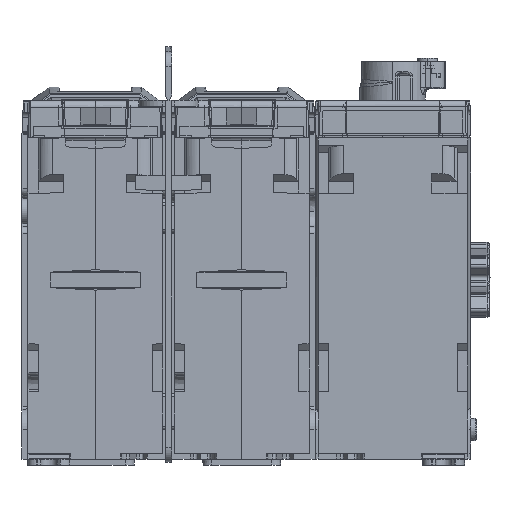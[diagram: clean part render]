
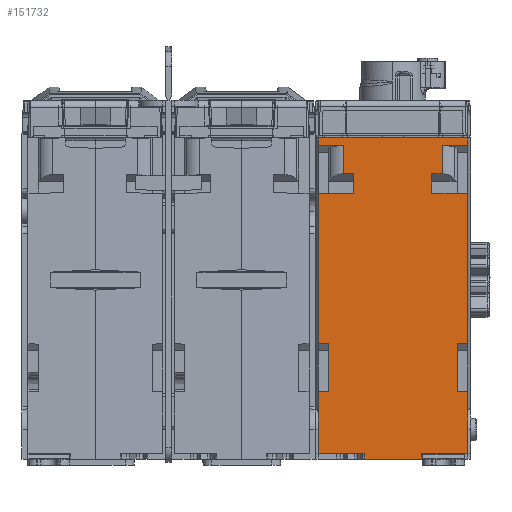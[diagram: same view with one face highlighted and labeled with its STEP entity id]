
A CAD part, left-side view. The second image highlights one B-rep face of the part: STEP entity #151732.
In plain terms, the highlighted planar face has unit normal (-1, 0, 0).
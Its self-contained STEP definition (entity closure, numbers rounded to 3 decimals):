
#5518=DIRECTION('',(0.,0.,-1.));
#5519=VECTOR('',#5518,50.33);
#5520=CARTESIAN_POINT('',(-75.,25.,28.978));
#5521=LINE('',#5520,#5519);
#5535=DIRECTION('',(0.,0.,-1.));
#5536=VECTOR('',#5535,20.619);
#5537=CARTESIAN_POINT('',(-75.,25.,-37.381));
#5538=LINE('',#5537,#5536);
#5908=DIRECTION('',(0.,0.,1.));
#5909=VECTOR('',#5908,50.33);
#5910=CARTESIAN_POINT('',(-75.,-25.,-21.352));
#5911=LINE('',#5910,#5909);
#5941=DIRECTION('',(0.,0.,1.));
#5942=VECTOR('',#5941,2.502);
#5943=CARTESIAN_POINT('',(-75.,-25.,44.998));
#5944=LINE('',#5943,#5942);
#46625=DIRECTION('',(0.,-1.,0.));
#46626=VECTOR('',#46625,15.384);
#46627=CARTESIAN_POINT('',(-75.,25.,-58.));
#46628=LINE('',#46627,#46626);
#46693=DIRECTION('',(0.,0.,1.));
#46694=VECTOR('',#46693,6.522);
#46695=CARTESIAN_POINT('',(-75.,13.,28.978));
#46696=LINE('',#46695,#46694);
#46697=DIRECTION('',(0.,1.,0.));
#46698=VECTOR('',#46697,3.515);
#46699=CARTESIAN_POINT('',(-75.,13.,35.5));
#46700=LINE('',#46699,#46698);
#46701=DIRECTION('',(0.,0.,1.));
#46702=VECTOR('',#46701,2.502);
#46703=CARTESIAN_POINT('',(-75.,25.,44.998));
#46704=LINE('',#46703,#46702);
#46705=DIRECTION('',(0.,-1.,0.));
#46706=VECTOR('',#46705,50.);
#46707=CARTESIAN_POINT('',(-75.,25.,47.5));
#46708=LINE('',#46707,#46706);
#46709=DIRECTION('',(0.,1.,-0.009));
#46710=VECTOR('',#46709,3.5);
#46711=CARTESIAN_POINT('',(-75.,-25.,-21.352));
#46712=LINE('',#46711,#46710);
#46713=DIRECTION('',(0.,-1.,-0.009));
#46714=VECTOR('',#46713,3.5);
#46715=CARTESIAN_POINT('',(-75.,-21.5,-37.35));
#46716=LINE('',#46715,#46714);
#46717=DIRECTION('',(0.,0.,-1.));
#46718=VECTOR('',#46717,20.619);
#46719=CARTESIAN_POINT('',(-75.,-25.,-37.381));
#46720=LINE('',#46719,#46718);
#46721=DIRECTION('',(0.,1.,0.));
#46722=VECTOR('',#46721,15.384);
#46723=CARTESIAN_POINT('',(-75.,-25.,-58.));
#46724=LINE('',#46723,#46722);
#46725=DIRECTION('',(0.,0.009,-1.));
#46726=VECTOR('',#46725,2.);
#46727=CARTESIAN_POINT('',(-75.,-9.616,-58.));
#46728=LINE('',#46727,#46726);
#46729=DIRECTION('',(0.,1.,0.));
#46730=VECTOR('',#46729,19.198);
#46731=CARTESIAN_POINT('',(-75.,-9.599,-60.));
#46732=LINE('',#46731,#46730);
#46733=DIRECTION('',(0.,0.009,1.));
#46734=VECTOR('',#46733,2.);
#46735=CARTESIAN_POINT('',(-75.,9.599,-60.));
#46736=LINE('',#46735,#46734);
#46737=DIRECTION('',(0.,-1.,0.009));
#46738=VECTOR('',#46737,3.5);
#46739=CARTESIAN_POINT('',(-75.,25.,-37.381));
#46740=LINE('',#46739,#46738);
#46741=DIRECTION('',(0.,0.,1.));
#46742=VECTOR('',#46741,15.966);
#46743=CARTESIAN_POINT('',(-75.,21.5,-37.35));
#46744=LINE('',#46743,#46742);
#46749=DIRECTION('',(0.,1.,0.));
#46750=VECTOR('',#46749,12.);
#46751=CARTESIAN_POINT('',(-75.,13.,28.978));
#46752=LINE('',#46751,#46750);
#46818=DIRECTION('',(0.,-1.,-0.009));
#46819=VECTOR('',#46818,8.486);
#46820=CARTESIAN_POINT('',(-75.,25.,44.998));
#46821=LINE('',#46820,#46819);
#46846=DIRECTION('',(0.,0.,-1.));
#46847=VECTOR('',#46846,9.42);
#46848=CARTESIAN_POINT('',(-75.,16.515,44.92));
#46849=LINE('',#46848,#46847);
#46878=DIRECTION('',(0.,-1.,0.009));
#46879=VECTOR('',#46878,8.486);
#46880=CARTESIAN_POINT('',(-75.,-16.515,44.92));
#46881=LINE('',#46880,#46879);
#46906=DIRECTION('',(0.,0.,1.));
#46907=VECTOR('',#46906,9.42);
#46908=CARTESIAN_POINT('',(-75.,-16.515,35.5));
#46909=LINE('',#46908,#46907);
#46922=DIRECTION('',(0.,-1.,0.));
#46923=VECTOR('',#46922,3.515);
#46924=CARTESIAN_POINT('',(-75.,-13.,35.5));
#46925=LINE('',#46924,#46923);
#46975=DIRECTION('',(0.,1.,0.));
#46976=VECTOR('',#46975,12.);
#46977=CARTESIAN_POINT('',(-75.,-25.,28.978));
#46978=LINE('',#46977,#46976);
#46983=DIRECTION('',(0.,0.,1.));
#46984=VECTOR('',#46983,6.522);
#46985=CARTESIAN_POINT('',(-75.,-13.,28.978));
#46986=LINE('',#46985,#46984);
#47052=DIRECTION('',(0.,0.,1.));
#47053=VECTOR('',#47052,15.966);
#47054=CARTESIAN_POINT('',(-75.,-21.5,-37.35));
#47055=LINE('',#47054,#47053);
#47426=DIRECTION('',(0.,-1.,
-0.009));
#47427=VECTOR('',#47426,3.5);
#47428=CARTESIAN_POINT('',(-75.,25.,-21.352));
#47429=LINE('',#47428,#47427);
#63894=CARTESIAN_POINT('',(-75.,-25.,47.5));
#63895=VERTEX_POINT('',#63894);
#63896=CARTESIAN_POINT('',(-75.,25.,47.5));
#63897=VERTEX_POINT('',#63896);
#64191=CARTESIAN_POINT('',(-75.,-25.,-58.));
#64192=VERTEX_POINT('',#64191);
#64193=CARTESIAN_POINT('',(-75.,-25.,-37.381));
#64194=VERTEX_POINT('',#64193);
#64207=CARTESIAN_POINT('',(-75.,-25.,-21.352));
#64208=VERTEX_POINT('',#64207);
#64209=CARTESIAN_POINT('',(-75.,-25.,28.978));
#64210=VERTEX_POINT('',#64209);
#64223=CARTESIAN_POINT('',(-75.,-25.,44.998));
#64224=VERTEX_POINT('',#64223);
#64872=CARTESIAN_POINT('',(-75.,9.599,-60.));
#64873=VERTEX_POINT('',#64872);
#64874=CARTESIAN_POINT('',(-75.,-9.599,-60.));
#64875=VERTEX_POINT('',#64874);
#69915=CARTESIAN_POINT('',(-75.,-9.616,-58.));
#69916=VERTEX_POINT('',#69915);
#69945=CARTESIAN_POINT('',(-75.,25.,-58.));
#69946=VERTEX_POINT('',#69945);
#69947=CARTESIAN_POINT('',(-75.,9.616,-58.));
#69948=VERTEX_POINT('',#69947);
#70103=CARTESIAN_POINT('',(-75.,25.,28.978));
#70104=CARTESIAN_POINT('',(-75.,25.,-21.352));
#70105=VERTEX_POINT('',#70103);
#70106=VERTEX_POINT('',#70104);
#70107=CARTESIAN_POINT('',(-75.,13.,28.978));
#70108=VERTEX_POINT('',#70107);
#70109=CARTESIAN_POINT('',(-75.,13.,35.5));
#70110=VERTEX_POINT('',#70109);
#70111=CARTESIAN_POINT('',(-75.,16.515,35.5));
#70112=VERTEX_POINT('',#70111);
#70113=CARTESIAN_POINT('',(-75.,16.515,44.92));
#70114=VERTEX_POINT('',#70113);
#70115=CARTESIAN_POINT('',(-75.,25.,44.998));
#70116=VERTEX_POINT('',#70115);
#70117=CARTESIAN_POINT('',(-75.,-16.515,44.92));
#70118=VERTEX_POINT('',#70117);
#70119=CARTESIAN_POINT('',(-75.,-16.515,35.5));
#70120=VERTEX_POINT('',#70119);
#70121=CARTESIAN_POINT('',(-75.,-13.,35.5));
#70122=VERTEX_POINT('',#70121);
#70123=CARTESIAN_POINT('',(-75.,-13.,28.978));
#70124=VERTEX_POINT('',#70123);
#70125=CARTESIAN_POINT('',(-75.,-21.5,-21.384));
#70126=VERTEX_POINT('',#70125);
#70127=CARTESIAN_POINT('',(-75.,-21.5,-37.35));
#70128=VERTEX_POINT('',#70127);
#70129=CARTESIAN_POINT('',(-75.,25.,-37.381));
#70130=VERTEX_POINT('',#70129);
#70131=CARTESIAN_POINT('',(-75.,21.5,-37.35));
#70132=VERTEX_POINT('',#70131);
#70133=CARTESIAN_POINT('',(-75.,21.5,-21.384));
#70134=VERTEX_POINT('',#70133);
#151678=CARTESIAN_POINT('',(-75.,-26.,-60.));
#151679=DIRECTION('',(-1.,0.,0.));
#151680=DIRECTION('',(0.,1.,0.));
#151681=AXIS2_PLACEMENT_3D('',#151678,#151679,#151680);
#151682=PLANE('',#151681);
#151683=ORIENTED_EDGE('',*,*,#82533,.F.);
#151685=ORIENTED_EDGE('',*,*,#151684,.F.);
#151687=ORIENTED_EDGE('',*,*,#151686,.T.);
#151689=ORIENTED_EDGE('',*,*,#151688,.T.);
#151691=ORIENTED_EDGE('',*,*,#151690,.F.);
#151693=ORIENTED_EDGE('',*,*,#151692,.F.);
#151694=ORIENTED_EDGE('',*,*,#82517,.T.);
#151695=ORIENTED_EDGE('',*,*,#81898,.T.);
#151696=ORIENTED_EDGE('',*,*,#83222,.F.);
#151698=ORIENTED_EDGE('',*,*,#151697,.F.);
#151700=ORIENTED_EDGE('',*,*,#151699,.F.);
#151702=ORIENTED_EDGE('',*,*,#151701,.F.);
#151704=ORIENTED_EDGE('',*,*,#151703,.F.);
#151706=ORIENTED_EDGE('',*,*,#151705,.F.);
#151707=ORIENTED_EDGE('',*,*,#83206,.F.);
#151709=ORIENTED_EDGE('',*,*,#151708,.T.);
#151711=ORIENTED_EDGE('',*,*,#151710,.F.);
#151713=ORIENTED_EDGE('',*,*,#151712,.T.);
#151714=ORIENTED_EDGE('',*,*,#83190,.T.);
#151716=ORIENTED_EDGE('',*,*,#151715,.T.);
#151718=ORIENTED_EDGE('',*,*,#151717,.T.);
#151719=ORIENTED_EDGE('',*,*,#85848,.T.);
#151721=ORIENTED_EDGE('',*,*,#151720,.T.);
#151722=ORIENTED_EDGE('',*,*,#151632,.F.);
#151723=ORIENTED_EDGE('',*,*,#82549,.F.);
#151725=ORIENTED_EDGE('',*,*,#151724,.T.);
#151727=ORIENTED_EDGE('',*,*,#151726,.T.);
#151729=ORIENTED_EDGE('',*,*,#151728,.F.);
#151730=EDGE_LOOP('',(#151683,#151685,#151687,#151689,#151691,#151693,#151694,
#151695,#151696,#151698,#151700,#151702,#151704,#151706,#151707,#151709,#151711,
#151713,#151714,#151716,#151718,#151719,#151721,#151722,#151723,#151725,#151727,
#151729));
#151731=FACE_OUTER_BOUND('',#151730,.F.);
#81898=EDGE_CURVE('',#63897,#63895,#46708,.T.);
#82517=EDGE_CURVE('',#70116,#63897,#46704,.T.);
#82533=EDGE_CURVE('',#70105,#70106,#5521,.T.);
#82549=EDGE_CURVE('',#70130,#69946,#5538,.T.);
#83190=EDGE_CURVE('',#64194,#64192,#46720,.T.);
#83206=EDGE_CURVE('',#64208,#64210,#5911,.T.);
#83222=EDGE_CURVE('',#64224,#63895,#5944,.T.);
#85848=EDGE_CURVE('',#64875,#64873,#46732,.T.);
#151632=EDGE_CURVE('',#69946,#69948,#46628,.T.);
#151684=EDGE_CURVE('',#70108,#70105,#46752,.T.);
#151686=EDGE_CURVE('',#70108,#70110,#46696,.T.);
#151688=EDGE_CURVE('',#70110,#70112,#46700,.T.);
#151690=EDGE_CURVE('',#70114,#70112,#46849,.T.);
#151692=EDGE_CURVE('',#70116,#70114,#46821,.T.);
#151697=EDGE_CURVE('',#70118,#64224,#46881,.T.);
#151699=EDGE_CURVE('',#70120,#70118,#46909,.T.);
#151701=EDGE_CURVE('',#70122,#70120,#46925,.T.);
#151703=EDGE_CURVE('',#70124,#70122,#46986,.T.);
#151705=EDGE_CURVE('',#64210,#70124,#46978,.T.);
#151708=EDGE_CURVE('',#64208,#70126,#46712,.T.);
#151710=EDGE_CURVE('',#70128,#70126,#47055,.T.);
#151712=EDGE_CURVE('',#70128,#64194,#46716,.T.);
#151715=EDGE_CURVE('',#64192,#69916,#46724,.T.);
#151717=EDGE_CURVE('',#69916,#64875,#46728,.T.);
#151720=EDGE_CURVE('',#64873,#69948,#46736,.T.);
#151724=EDGE_CURVE('',#70130,#70132,#46740,.T.);
#151726=EDGE_CURVE('',#70132,#70134,#46744,.T.);
#151728=EDGE_CURVE('',#70106,#70134,#47429,.T.);
#151732=ADVANCED_FACE('',(#151731),#151682,.T.);
